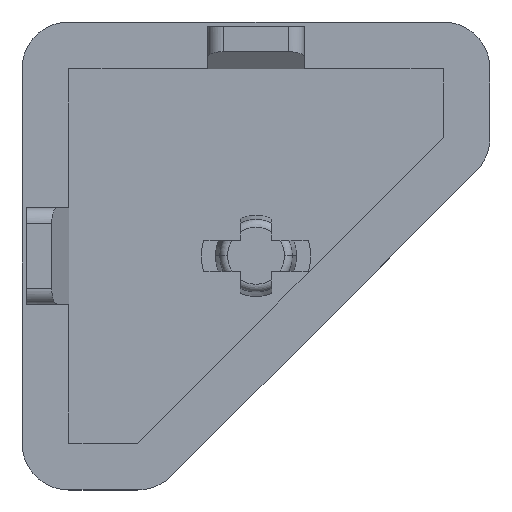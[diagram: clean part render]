
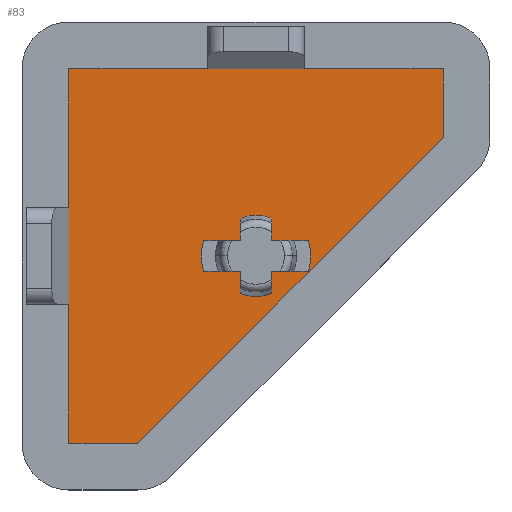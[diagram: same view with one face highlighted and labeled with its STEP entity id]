
A CAD part, top view. The second image highlights one B-rep face of the part: STEP entity #83.
In plain terms, the highlighted planar face has unit normal (0, 0, 1).
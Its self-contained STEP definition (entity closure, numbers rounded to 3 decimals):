
#83=ADVANCED_FACE('',(#167,#168),#169,.T.);
#167=FACE_OUTER_BOUND('',#319,.T.);
#168=FACE_BOUND('',#320,.T.);
#169=PLANE('',#321);
#319=EDGE_LOOP('',(#511,#512,#513,#514,#515));
#320=EDGE_LOOP('',(#516,#517,#518,#519,#520,#521,#522,#523,#524,#525,#526,#527,#528,#529));
#321=AXIS2_PLACEMENT_3D('',#530,#531,#532);
#511=ORIENTED_EDGE('',*,*,#1100,.T.);
#512=ORIENTED_EDGE('',*,*,#1101,.T.);
#513=ORIENTED_EDGE('',*,*,#1102,.T.);
#514=ORIENTED_EDGE('',*,*,#1103,.T.);
#515=ORIENTED_EDGE('',*,*,#1104,.T.);
#516=ORIENTED_EDGE('',*,*,#1105,.F.);
#517=ORIENTED_EDGE('',*,*,#1087,.F.);
#518=ORIENTED_EDGE('',*,*,#1106,.F.);
#519=ORIENTED_EDGE('',*,*,#1107,.F.);
#520=ORIENTED_EDGE('',*,*,#1108,.F.);
#521=ORIENTED_EDGE('',*,*,#1109,.F.);
#522=ORIENTED_EDGE('',*,*,#1110,.F.);
#523=ORIENTED_EDGE('',*,*,#1111,.F.);
#524=ORIENTED_EDGE('',*,*,#1071,.F.);
#525=ORIENTED_EDGE('',*,*,#1112,.F.);
#526=ORIENTED_EDGE('',*,*,#1113,.F.);
#527=ORIENTED_EDGE('',*,*,#1114,.F.);
#528=ORIENTED_EDGE('',*,*,#1115,.F.);
#529=ORIENTED_EDGE('',*,*,#1116,.F.);
#530=CARTESIAN_POINT('',(-12.0,12.0,2.0));
#531=DIRECTION('',(-0.0,0.0,1.0));
#532=DIRECTION('',(1.0,-0.0,0.0));
#1071=EDGE_CURVE('',#1265,#1268,#1269,.T.);
#1087=EDGE_CURVE('',#1297,#1299,#1300,.T.);
#1100=EDGE_CURVE('',#1321,#1322,#1323,.T.);
#1101=EDGE_CURVE('',#1322,#1324,#1325,.T.);
#1102=EDGE_CURVE('',#1324,#1326,#1327,.T.);
#1103=EDGE_CURVE('',#1326,#1328,#1329,.T.);
#1104=EDGE_CURVE('',#1328,#1321,#1330,.T.);
#1105=EDGE_CURVE('',#1299,#1331,#1332,.T.);
#1106=EDGE_CURVE('',#1333,#1297,#1334,.T.);
#1107=EDGE_CURVE('',#1335,#1333,#1336,.T.);
#1108=EDGE_CURVE('',#1337,#1335,#1338,.T.);
#1109=EDGE_CURVE('',#1339,#1337,#1340,.T.);
#1110=EDGE_CURVE('',#1341,#1339,#1342,.T.);
#1111=EDGE_CURVE('',#1268,#1341,#1343,.T.);
#1112=EDGE_CURVE('',#1344,#1265,#1345,.T.);
#1113=EDGE_CURVE('',#1346,#1344,#1347,.T.);
#1114=EDGE_CURVE('',#1348,#1346,#1349,.T.);
#1115=EDGE_CURVE('',#1350,#1348,#1351,.T.);
#1116=EDGE_CURVE('',#1331,#1350,#1352,.T.);
#1265=VERTEX_POINT('',#1584);
#1268=VERTEX_POINT('',#1588);
#1269=CIRCLE('',#1589,3.5);
#1297=VERTEX_POINT('',#1629);
#1299=VERTEX_POINT('',#1632);
#1300=CIRCLE('',#1633,3.5);
#1321=VERTEX_POINT('',#1666);
#1322=VERTEX_POINT('',#1667);
#1323=LINE('',#1668,#1669);
#1324=VERTEX_POINT('',#1670);
#1325=LINE('',#1671,#1672);
#1326=VERTEX_POINT('',#1673);
#1327=LINE('',#1674,#1675);
#1328=VERTEX_POINT('',#1676);
#1329=LINE('',#1677,#1678);
#1330=LINE('',#1679,#1680);
#1331=VERTEX_POINT('',#1681);
#1332=LINE('',#1682,#1683);
#1333=VERTEX_POINT('',#1684);
#1334=CIRCLE('',#1685,3.5);
#1335=VERTEX_POINT('',#1686);
#1336=LINE('',#1687,#1688);
#1337=VERTEX_POINT('',#1689);
#1338=LINE('',#1690,#1691);
#1339=VERTEX_POINT('',#1692);
#1340=CIRCLE('',#1693,2.6);
#1341=VERTEX_POINT('',#1694);
#1342=LINE('',#1695,#1696);
#1343=LINE('',#1697,#1698);
#1344=VERTEX_POINT('',#1699);
#1345=CIRCLE('',#1700,3.5);
#1346=VERTEX_POINT('',#1701);
#1347=LINE('',#1702,#1703);
#1348=VERTEX_POINT('',#1704);
#1349=LINE('',#1705,#1706);
#1350=VERTEX_POINT('',#1707);
#1351=CIRCLE('',#1708,2.6);
#1352=LINE('',#1709,#1710);
#1584=CARTESIAN_POINT('',(3.5,0.,2.0));
#1588=CARTESIAN_POINT('',(3.354,1.0,2.0));
#1589=AXIS2_PLACEMENT_3D('',#2128,#2129,#2130);
#1629=CARTESIAN_POINT('',(-3.5,0.0,2.0));
#1632=CARTESIAN_POINT('',(-3.354,-1.0,2.0));
#1633=AXIS2_PLACEMENT_3D('',#2160,#2161,#2162);
#1666=CARTESIAN_POINT('',(-12.0,12.0,2.0));
#1667=CARTESIAN_POINT('',(-12.0,-12.0,2.0));
#1668=CARTESIAN_POINT('',(-12.0,12.0,2.0));
#1669=VECTOR('',#2185,1000.0);
#1670=CARTESIAN_POINT('',(-7.578,-12.0,2.0));
#1671=CARTESIAN_POINT('',(-12.0,-12.0,2.0));
#1672=VECTOR('',#2186,1000.0);
#1673=CARTESIAN_POINT('',(12.0,7.578,2.0));
#1674=CARTESIAN_POINT('',(12.0,7.578,2.0));
#1675=VECTOR('',#2187,1000.0);
#1676=CARTESIAN_POINT('',(12.0,12.0,2.0));
#1677=CARTESIAN_POINT('',(12.0,12.0,2.0));
#1678=VECTOR('',#2188,1000.0);
#1679=CARTESIAN_POINT('',(-12.0,12.0,2.0));
#1680=VECTOR('',#2189,1000.0);
#1681=CARTESIAN_POINT('',(-1.,-1.,2.0));
#1682=CARTESIAN_POINT('',(-2.4,-1.0,2.0));
#1683=VECTOR('',#2190,1000.0);
#1684=CARTESIAN_POINT('',(-3.354,1.0,2.0));
#1685=AXIS2_PLACEMENT_3D('',#2191,#2192,#2193);
#1686=CARTESIAN_POINT('',(-1.,1.0,2.0));
#1687=CARTESIAN_POINT('',(-2.4,1.0,2.0));
#1688=VECTOR('',#2194,1000.0);
#1689=CARTESIAN_POINT('',(-1.,2.4,2.0));
#1690=CARTESIAN_POINT('',(-1.,2.4,2.0));
#1691=VECTOR('',#2195,1000.0);
#1692=CARTESIAN_POINT('',(1.0,2.4,2.0));
#1693=AXIS2_PLACEMENT_3D('',#2196,#2197,#2198);
#1694=CARTESIAN_POINT('',(1.0,1.0,2.0));
#1695=CARTESIAN_POINT('',(1.0,2.4,2.0));
#1696=VECTOR('',#2199,1000.0);
#1697=CARTESIAN_POINT('',(1.0,1.0,2.0));
#1698=VECTOR('',#2200,1000.0);
#1699=CARTESIAN_POINT('',(3.354,-1.0,2.0));
#1700=AXIS2_PLACEMENT_3D('',#2201,#2202,#2203);
#1701=CARTESIAN_POINT('',(1.0,-1.0,2.0));
#1702=CARTESIAN_POINT('',(1.0,-1.0,2.0));
#1703=VECTOR('',#2204,1000.0);
#1704=CARTESIAN_POINT('',(1.0,-2.4,2.0));
#1705=CARTESIAN_POINT('',(1.0,-1.0,2.0));
#1706=VECTOR('',#2205,1000.0);
#1707=CARTESIAN_POINT('',(-1.,-2.4,2.0));
#1708=AXIS2_PLACEMENT_3D('',#2206,#2207,#2208);
#1709=CARTESIAN_POINT('',(-1.,-1.,2.0));
#1710=VECTOR('',#2209,1000.0);
#2128=CARTESIAN_POINT('',(0.0,0.0,2.0));
#2129=DIRECTION('',(0.0,0.0,1.0));
#2130=DIRECTION('',(1.0,0.0,0.0));
#2160=CARTESIAN_POINT('',(0.0,0.0,2.0));
#2161=DIRECTION('',(0.0,0.0,1.0));
#2162=DIRECTION('',(1.0,0.0,0.0));
#2185=DIRECTION('',(0.,-1.0,0.0));
#2186=DIRECTION('',(1.0,0.,0.0));
#2187=DIRECTION('',(0.707,0.707,-0.0));
#2188=DIRECTION('',(0.,1.0,-0.0));
#2189=DIRECTION('',(-1.0,-0.0,-0.0));
#2190=DIRECTION('',(1.0,0.,0.0));
#2191=CARTESIAN_POINT('',(0.0,0.0,2.0));
#2192=DIRECTION('',(0.0,0.0,1.0));
#2193=DIRECTION('',(1.0,0.0,0.0));
#2194=DIRECTION('',(-1.0,-0.0,-0.0));
#2195=DIRECTION('',(0.0,-1.0,0.0));
#2196=CARTESIAN_POINT('',(0.0,0.0,2.0));
#2197=DIRECTION('',(0.0,0.0,1.0));
#2198=DIRECTION('',(1.0,0.0,0.0));
#2199=DIRECTION('',(0.,1.0,-0.0));
#2200=DIRECTION('',(-1.0,-0.0,-0.0));
#2201=CARTESIAN_POINT('',(0.0,0.0,2.0));
#2202=DIRECTION('',(0.0,0.0,1.0));
#2203=DIRECTION('',(1.0,0.0,0.0));
#2204=DIRECTION('',(1.0,0.,0.0));
#2205=DIRECTION('',(0.,1.0,-0.0));
#2206=CARTESIAN_POINT('',(0.0,0.0,2.0));
#2207=DIRECTION('',(0.0,0.0,1.0));
#2208=DIRECTION('',(1.0,0.0,0.0));
#2209=DIRECTION('',(0.0,-1.0,0.0));
